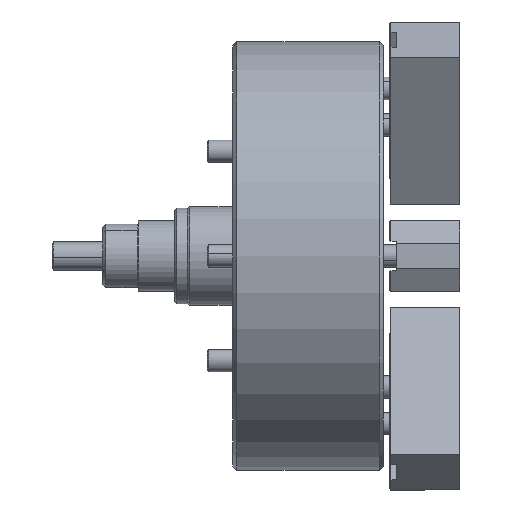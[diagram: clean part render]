
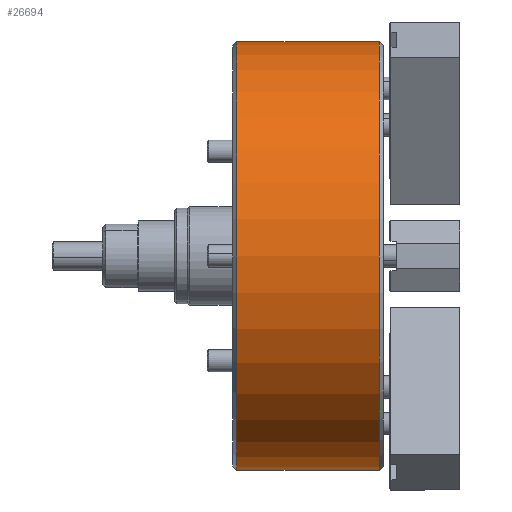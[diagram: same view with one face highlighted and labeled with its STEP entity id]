
A CAD part, front view. The second image highlights one B-rep face of the part: STEP entity #26694.
In plain terms, the highlighted cylindrical face has radius 152 mm (diameter 304 mm), a partial arc.
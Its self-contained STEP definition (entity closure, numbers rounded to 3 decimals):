
#927 = VERTEX_POINT ( 'NONE', #9866 ) ;
#1272 = CARTESIAN_POINT ( 'NONE',  ( 23.878, 0., 0. ) ) ;
#1653 = VECTOR ( 'NONE', #4316, 1000. ) ;
#1833 = DIRECTION ( 'NONE',  ( 1., 0., 0. ) ) ;
#2202 = CARTESIAN_POINT ( 'NONE',  ( 23.878, 0., -152. ) ) ;
#3374 = DIRECTION ( 'NONE',  ( 0., 0., -1. ) ) ;
#3935 = EDGE_LOOP ( 'NONE', ( #16810, #18728, #7110, #13084 ) ) ;
#4316 = DIRECTION ( 'NONE',  ( 1., 0., 0. ) ) ;
#5379 = VERTEX_POINT ( 'NONE', #17910 ) ;
#5657 = VERTEX_POINT ( 'NONE', #14660 ) ;
#6113 = LINE ( 'NONE', #22848, #11088 ) ;
#6251 = CARTESIAN_POINT ( 'NONE',  ( -3., 0., 0. ) ) ;
#7110 = ORIENTED_EDGE ( 'NONE', *, *, #23226, .T. ) ;
#8378 = DIRECTION ( 'NONE',  ( 0., 0., -1. ) ) ;
#8465 = FACE_OUTER_BOUND ( 'NONE', #3935, .T. ) ;
#8701 = AXIS2_PLACEMENT_3D ( 'NONE', #6251, #20998, #8378 ) ;
#9866 = CARTESIAN_POINT ( 'NONE',  ( -104., 0., 152. ) ) ;
#11088 = VECTOR ( 'NONE', #1833, 1000. ) ;
#11253 = DIRECTION ( 'NONE',  ( 1., 0., 0. ) ) ;
#12907 = LINE ( 'NONE', #2202, #1653 ) ;
#13084 = ORIENTED_EDGE ( 'NONE', *, *, #16646, .F. ) ;
#13511 = EDGE_CURVE ( 'NONE', #927, #5379, #25504, .T. ) ;
#14660 = CARTESIAN_POINT ( 'NONE',  ( -3., 0., -152. ) ) ;
#16021 = DIRECTION ( 'NONE',  ( 1., 0., 0. ) ) ;
#16646 = EDGE_CURVE ( 'NONE', #16911, #5657, #24008, .T. ) ;
#16810 = ORIENTED_EDGE ( 'NONE', *, *, #21515, .F. ) ;
#16911 = VERTEX_POINT ( 'NONE', #17665 ) ;
#17665 = CARTESIAN_POINT ( 'NONE',  ( -3., 0., 152. ) ) ;
#17861 = AXIS2_PLACEMENT_3D ( 'NONE', #23852, #11253, #25987 ) ;
#17910 = CARTESIAN_POINT ( 'NONE',  ( -104., 0., -152. ) ) ;
#18728 = ORIENTED_EDGE ( 'NONE', *, *, #13511, .T. ) ;
#19017 = CYLINDRICAL_SURFACE ( 'NONE', #23402, 152. ) ;
#20998 = DIRECTION ( 'NONE',  ( 1., 0., 0. ) ) ;
#21515 = EDGE_CURVE ( 'NONE', #927, #16911, #6113, .T. ) ;
#22848 = CARTESIAN_POINT ( 'NONE',  ( 23.878, 0., 152. ) ) ;
#23226 = EDGE_CURVE ( 'NONE', #5379, #5657, #12907, .T. ) ;
#23402 = AXIS2_PLACEMENT_3D ( 'NONE', #1272, #16021, #3374 ) ;
#23852 = CARTESIAN_POINT ( 'NONE',  ( -104., 0., 0. ) ) ;
#24008 = CIRCLE ( 'NONE', #8701, 152. ) ;
#25504 = CIRCLE ( 'NONE', #17861, 152. ) ;
#25987 = DIRECTION ( 'NONE',  ( 0., 0., -1. ) ) ;
#26694 = ADVANCED_FACE ( 'NONE', ( #8465 ), #19017, .T. ) ;
